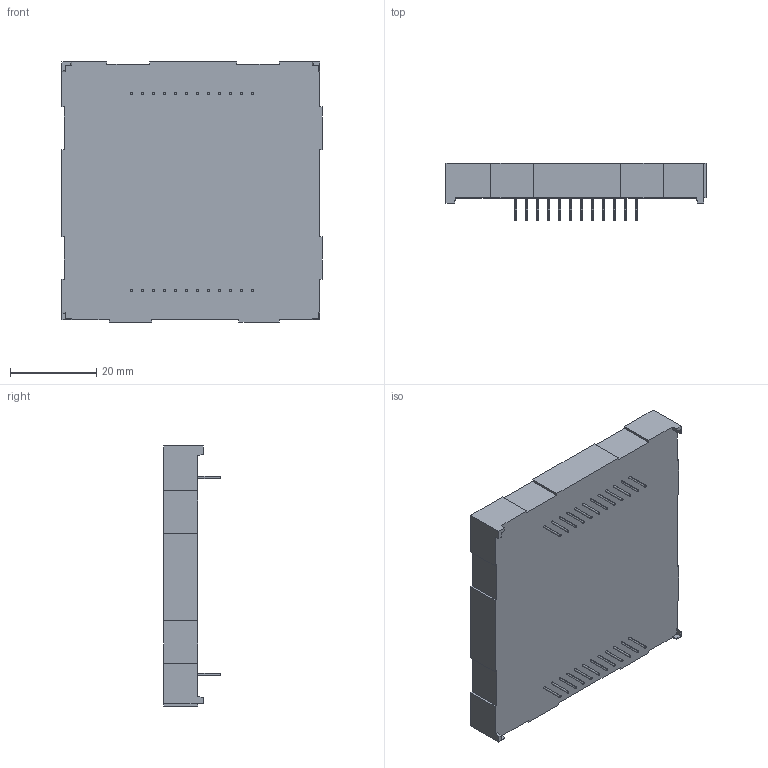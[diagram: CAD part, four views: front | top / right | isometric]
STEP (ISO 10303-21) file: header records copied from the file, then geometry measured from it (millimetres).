
FILE_DESCRIPTION (( 'STEP AP214' ), '1' );
FILE_NAME ('TBA-TBC23-12.STEP', '2008-09-07T17:02:39', ( '' ), ( '' ), 'SwSTEP 2.0', 'SolidWorks 2008', '' );
FILE_SCHEMA (( 'AUTOMOTIVE_DESIGN' ));
Length unit declared in the file: millimetre
Products named in the file (1): TBA-TBC23-12
Bounding box: 60.3 x 13.2 x 60.3 mm (x, y, z)
Volume: 28397.3 mm3; surface area: 9401.4 mm2
Topology: 1 solids, 1 shells, 605 faces, 1461 edges, 974 vertices
Faces by surface type: plane 313, cylinder 176, bspline 116
Entity records: 26957 total; most frequent: CARTESIAN_POINT 9429, ORIENTED_EDGE 2922, DIRECTION 2561, EDGE_CURVE 1461, VERTEX_POINT 974, LINE 877, VECTOR 877, AXIS2_PLACEMENT_3D 842
